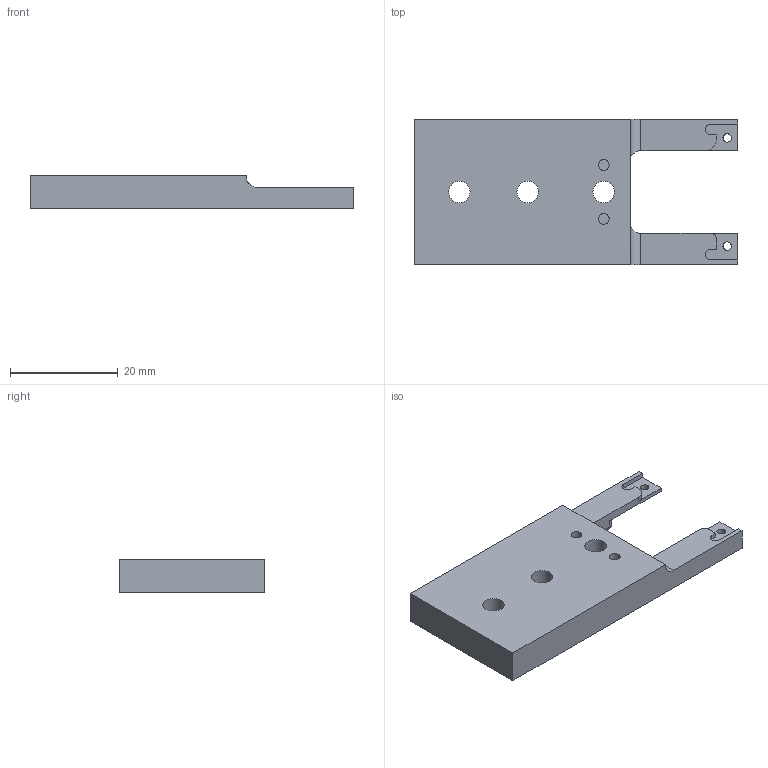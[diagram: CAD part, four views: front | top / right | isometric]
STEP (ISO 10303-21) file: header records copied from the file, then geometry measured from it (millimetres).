
FILE_DESCRIPTION(/* description */ (''),/* implementation_level */ '2;1');
FILE_NAME(/* name */ 'NTWS_BMP020_001_P_002.stp',/* time_stamp */ '2024-04-30T18:30:27+02:00',/* author */ ('faricci'),/* organization */ (''),/* preprocessor_version */ 'ST-DEVELOPER v20',/* originating_system */ 'Autodesk Inventor 2025',/* authorisation */ '');
FILE_SCHEMA (('AUTOMOTIVE_DESIGN { 1 0 10303 214 3 1 1 }'));
Length unit declared in the file: millimetre
Products named in the file (1): Part6
Bounding box: 60.1 x 27 x 6.3 mm (x, y, z)
Volume: 7171.7 mm3; surface area: 3912.9 mm2
Topology: 1 solids, 1 shells, 55 faces, 139 edges, 87 vertices
Faces by surface type: plane 26, cylinder 22, cone 3, torus 2, sphere 2
Full cylindrical faces by diameter (mm): 1.567 x2, 2 x2, 4 x3
Entity records: 1716 total; most frequent: DIRECTION 296, CARTESIAN_POINT 288, ORIENTED_EDGE 278, EDGE_CURVE 139, AXIS2_PLACEMENT_3D 103, LINE 90, VECTOR 90, VERTEX_POINT 87
